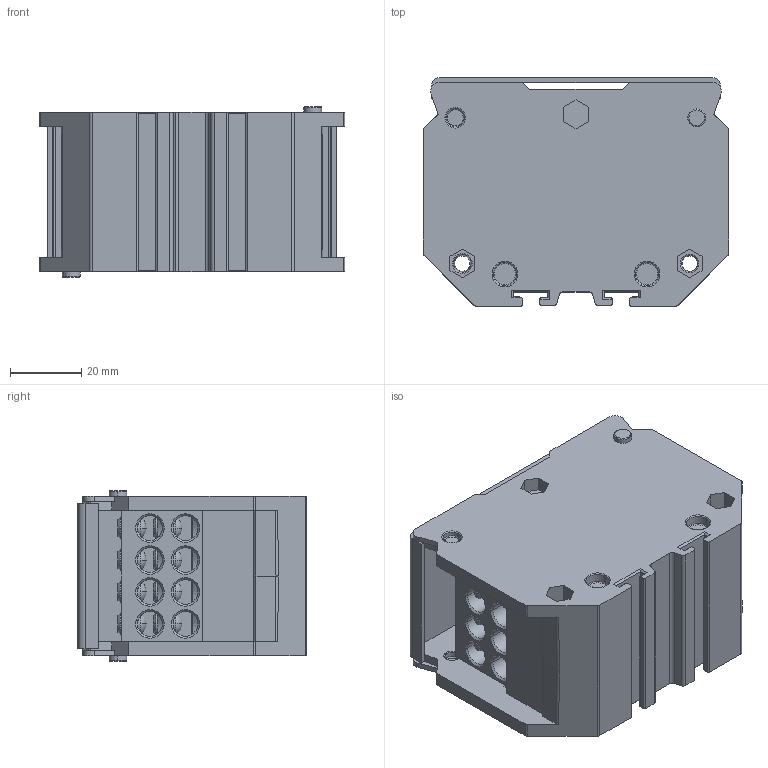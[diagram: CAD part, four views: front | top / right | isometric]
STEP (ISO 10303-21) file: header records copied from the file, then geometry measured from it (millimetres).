
FILE_DESCRIPTION((''),'2;1');
FILE_NAME('5YB574635','2024-01-26T',('Administrator'),(''),'PRO/ENGINEER BY PARAMETRIC TECHNOLOGY CORPORATION, 2013230','PRO/ENGINEER BY PARAMETRIC TECHNOLOGY CORPORATION, 2013230','');
FILE_SCHEMA(('CONFIG_CONTROL_DESIGN'));
Length unit declared in the file: millimetre
Products named in the file (1): 5YB574635
Bounding box: 86 x 64.3 x 48 mm (x, y, z)
Volume: 123849.4 mm3; surface area: 53018.2 mm2
Topology: 1 solids, 4 shells, 726 faces, 1916 edges, 1179 vertices
Faces by surface type: plane 376, cylinder 172, cone 94, torus 64, sphere 16, bspline 4
Entity records: 27876 total; most frequent: CARTESIAN_POINT 4929, DIRECTION 3814, ORIENTED_EDGE 3764, EDGE_CURVE 1882, AXIS2_PLACEMENT_3D 1338, VERTEX_POINT 1179, VECTOR 1138, LINE 1138
